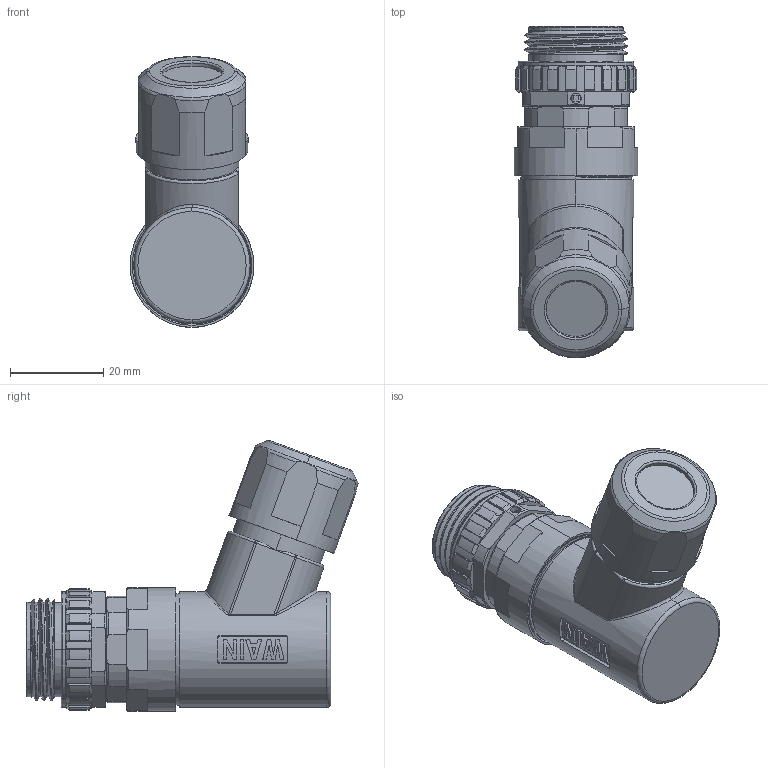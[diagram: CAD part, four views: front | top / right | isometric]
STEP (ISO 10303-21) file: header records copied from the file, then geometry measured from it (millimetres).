
FILE_DESCRIPTION((''),'2;1');
FILE_NAME('7_8-M04-S-DX_SW0001','2021-09-21T',('tc.chen'),(''),'PRO/ENGINEER BY PARAMETRIC TECHNOLOGY CORPORATION, 2012480','PRO/ENGINEER BY PARAMETRIC TECHNOLOGY CORPORATION, 2012480','');
FILE_SCHEMA(('AUTOMOTIVE_DESIGN { 1 0 10303 214 1 1 1 1 }'));
Length unit declared in the file: millimetre
Products named in the file (1): 7_8-M04-S-DX_SW0001
Bounding box: 26.5 x 71.11 x 58 mm (x, y, z)
Volume: 41706.3 mm3; surface area: 12428.1 mm2
Topology: 1 solids, 1 shells, 607 faces, 1598 edges, 1030 vertices
Faces by surface type: cylinder 244, plane 220, bspline 75, torus 42, cone 26
Entity records: 33253 total; most frequent: CARTESIAN_POINT 18136, ORIENTED_EDGE 3196, DIRECTION 2677, EDGE_CURVE 1598, VERTEX_POINT 1030, AXIS2_PLACEMENT_3D 1022, EDGE_LOOP 652, VECTOR 633
